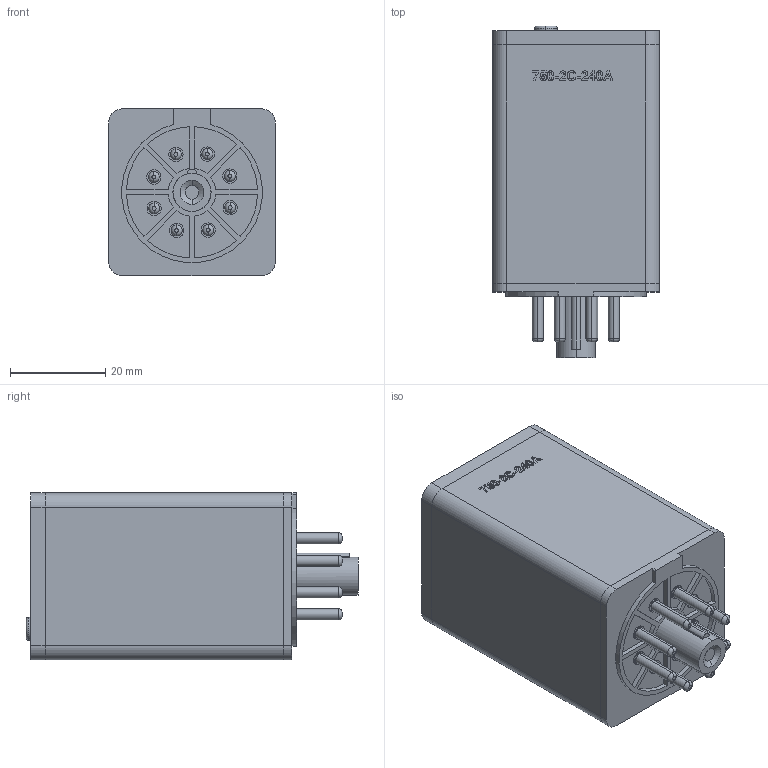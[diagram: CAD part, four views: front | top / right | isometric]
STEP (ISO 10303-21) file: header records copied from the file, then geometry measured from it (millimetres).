
FILE_DESCRIPTION (( 'STEP AP214' ), '1' );
FILE_NAME ('750-2C-240A.STEP', '2013-11-12T17:02:46', ( '' ), ( '' ), 'SwSTEP 2.0', 'SolidWorks 2013', '' );
FILE_SCHEMA (( 'AUTOMOTIVE_DESIGN' ));
Length unit declared in the file: millimetre
Products named in the file (1): 750-2C-240A
Bounding box: 35 x 69.6 x 35.12 mm (x, y, z)
Volume: 67512.4 mm3; surface area: 16451.4 mm2
Topology: 5 solids, 5 shells, 367 faces, 898 edges, 591 vertices
Faces by surface type: plane 197, cylinder 86, bspline 64, torus 18, cone 2
Entity records: 17832 total; most frequent: CARTESIAN_POINT 5585, ORIENTED_EDGE 1796, DIRECTION 1592, EDGE_CURVE 898, VERTEX_POINT 591, VECTOR 556, LINE 556, AXIS2_PLACEMENT_3D 518
